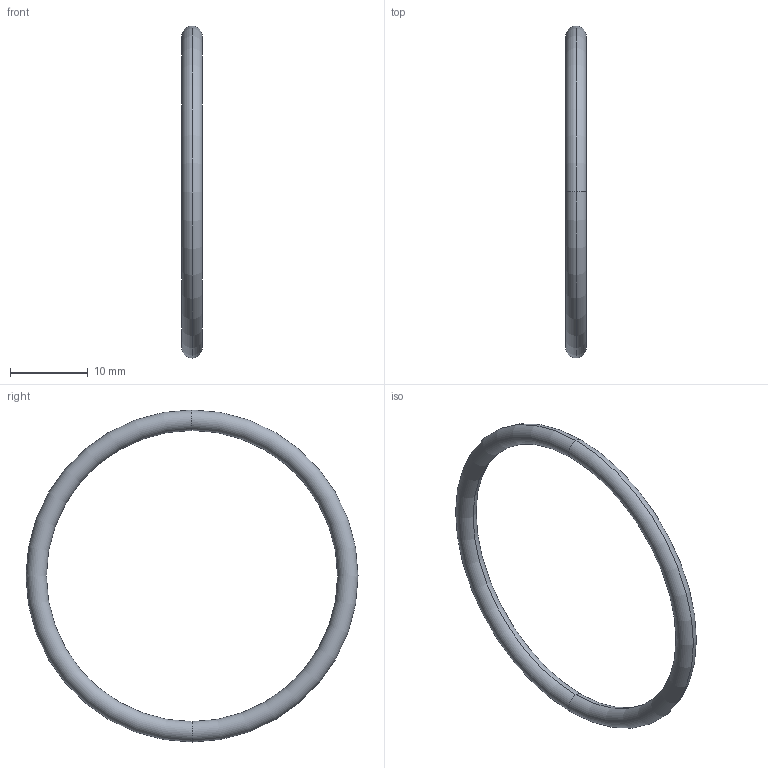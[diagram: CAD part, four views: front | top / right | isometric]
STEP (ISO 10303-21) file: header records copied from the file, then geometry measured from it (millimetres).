
FILE_DESCRIPTION (( 'STEP AP203' ), '1' );
FILE_NAME ('409.RING_D_3D-Zeichnung.STEP', '2024-03-20T08:12:55', ( '' ), ( '' ), 'SwSTEP 2.0', 'SolidWorks 2023', '' );
FILE_SCHEMA (( 'CONFIG_CONTROL_DESIGN' ));
Length unit declared in the file: metre
Products named in the file (3): 409.RING_D_3D-Zeichnung; O____38.7.STEP; 409.02.20_D_3D-Zeichnung.STEP
Assembly tree (2 placements, depth 3):
  409.RING_D_3D-Zeichnung
    409.02.20_D_3D-Zeichnung.STEP
      O____38.7.STEP
Bounding box: 2.62 x 42.63 x 42.63 mm (x, y, z)
Volume: 677.7 mm3; surface area: 1034.6 mm2
Topology: 1 solids, 1 shells, 4 faces, 8 edges, 4 vertices
Faces by surface type: torus 4
Entity records: 421 total; most frequent: DIRECTION 36, PERSON_AND_ORGANIZATION 26, CARTESIAN_POINT 22, CALENDAR_DATE 19, LOCAL_TIME 19, COORDINATED_UNIVERSAL_TIME_OFFSET 19, DATE_AND_TIME 19, AXIS2_PLACEMENT_3D 18
